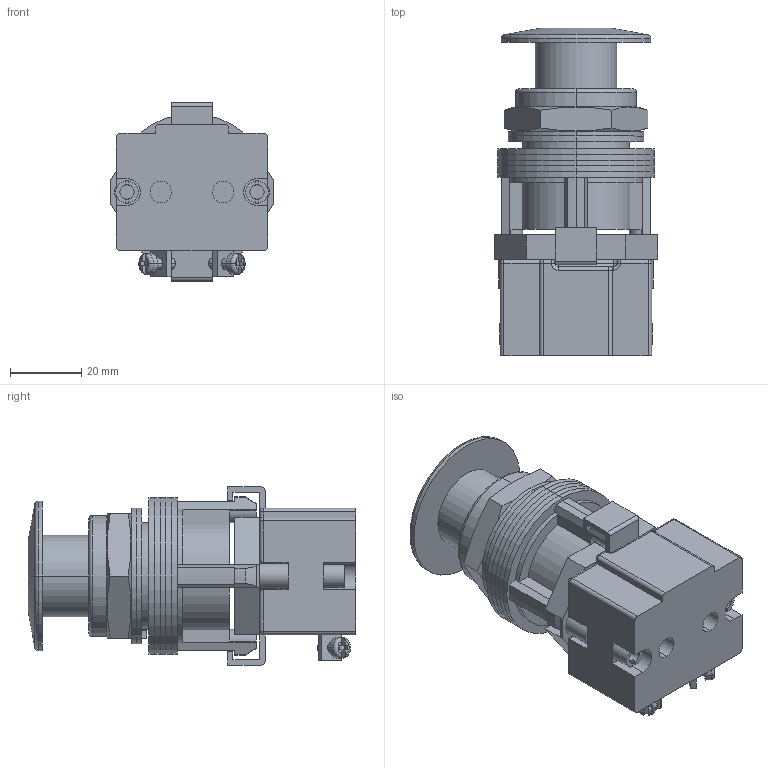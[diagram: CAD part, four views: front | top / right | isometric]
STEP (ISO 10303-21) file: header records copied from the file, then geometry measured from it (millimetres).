
FILE_DESCRIPTION (( 'STEP AP214' ), '1' );
FILE_NAME ('HT8FBGV7.step', '2018-06-29T15:26:43', ( '' ), ( '' ), 'SwSTEP 2.0', 'SolidWorks 2017', '' );
FILE_SCHEMA (( 'AUTOMOTIVE_DESIGN' ));
Length unit declared in the file: millimetre
Products named in the file (1): HT8FBGV7
Bounding box: 46 x 92 x 50 mm (x, y, z)
Volume: 84051.2 mm3; surface area: 45234.3 mm2
Topology: 19 solids, 19 shells, 416 faces, 1005 edges, 632 vertices
Faces by surface type: plane 204, cylinder 165, torus 20, sphere 14, cone 13
Entity records: 13188 total; most frequent: CARTESIAN_POINT 2250, DIRECTION 2175, ORIENTED_EDGE 1982, EDGE_CURVE 991, AXIS2_PLACEMENT_3D 805, VERTEX_POINT 632, LINE 565, VECTOR 565
